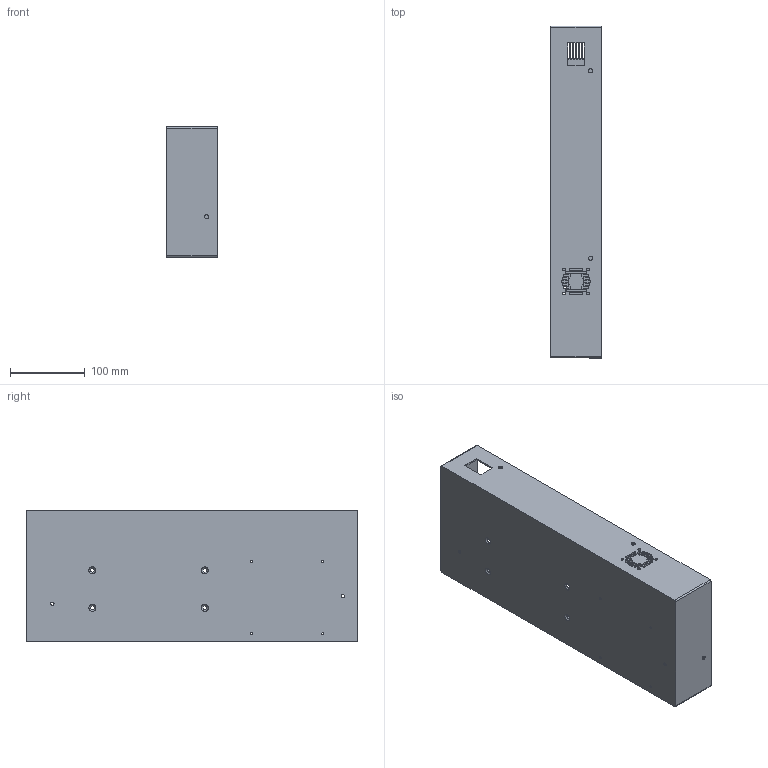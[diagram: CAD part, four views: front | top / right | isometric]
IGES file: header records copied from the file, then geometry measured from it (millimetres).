
Start section: SolidWorks IGES file using analytic representation for surfaces
Global section: file name: electronics_case_TAZ_5_2.IGS; native system: SolidWorks 2011; preprocessor: SolidWorks 2011; author: Seth; date: 150525.070718; units: millimetre
Bounding box: 67 x 443 x 174 mm (x, y, z)
Surface area: 309179.5 mm2 (no closed solid volume)
Topology: 0 solids, 0 shells, 231 faces, 4672 edges, 4672 vertices
Faces by surface type: revolution 156, bspline 75
